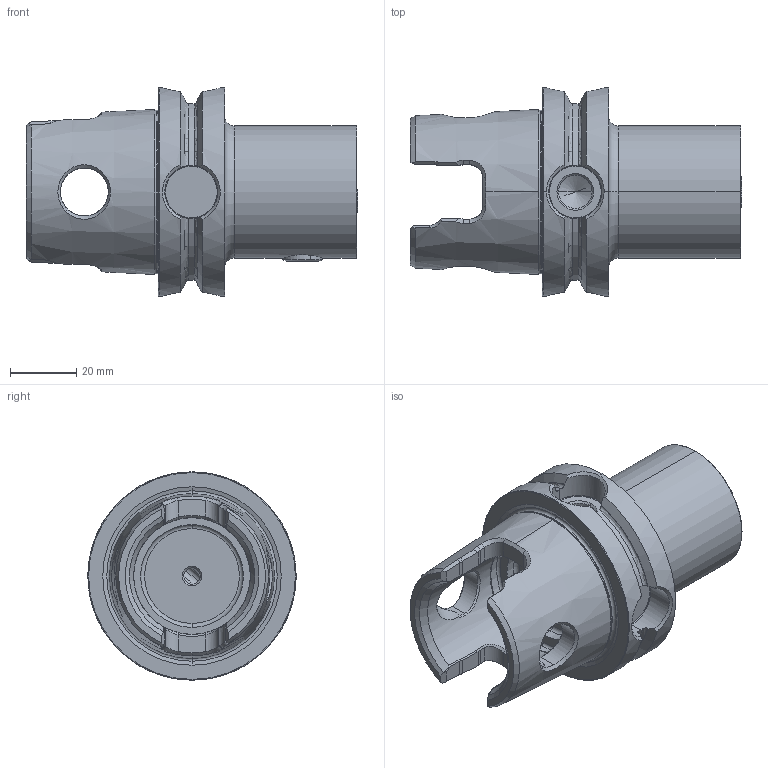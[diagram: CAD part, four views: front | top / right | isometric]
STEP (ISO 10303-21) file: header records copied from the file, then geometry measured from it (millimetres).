
FILE_DESCRIPTION (( 'STEP AP203' ), '1' );
FILE_NAME ('KU6.KM4.K01.060.STEP', '2018-02-12T15:02:27', ( 'SWIAdmin' ), ( 'Hewlett-Packard Company' ), 'SwSTEP 2.0', 'SolidWorks 2017', '' );
FILE_SCHEMA (( 'CONFIG_CONTROL_DESIGN' ));
Length unit declared in the file: millimetre
Products named in the file (15): DIN 3771 - 26x1.2; DIN 3771 - 9.25x1.78; ISO 8745-3x6; ISO 8741-5x10; KM4-ER1.001.032_gespannt; KM4-ER1.006.014_A; KU6.KM4.K01.060; DIN 3771 - 6.07x1.78; KM4-ER1.005.016_A; DIN 7984 - M3 x 5_DIN 7984 - M3 x 5; KU6-KM4.K01.060_A; DIN 5401-09; KM4-ER1.001.032_A; KM4-ER1.002.012_A; KM4-ER1.004.028_A
Assembly tree (19 placements, depth 3):
  KU6.KM4.K01.060
    KU6-KM4.K01.060_A
    KM4-ER1.001.032_gespannt
      KM4-ER1.001.032_A
      KM4-ER1.004.028_A
      DIN 3771 - 9.25x1.78
      ISO 8741-5x10  x4
      KM4-ER1.006.014_A
      DIN 3771 - 6.07x1.78
      KM4-ER1.005.016_A
      DIN 7984 - M3 x 5_DIN 7984 - M3 x 5  x2
      DIN 5401-09  x2
      KM4-ER1.002.012_A
      DIN 3771 - 26x1.2
      ISO 8745-3x6
Bounding box: 100.21 x 62.95 x 62.95 mm (x, y, z)
Volume: 117256.9 mm3; surface area: 41929 mm2
Topology: 18 solids, 18 shells, 764 faces, 1922 edges, 1165 vertices
Faces by surface type: plane 220, cylinder 211, cone 149, torus 96, bspline 64, sphere 24
Entity records: 26522 total; most frequent: CARTESIAN_POINT 9436, ORIENTED_EDGE 3348, DIRECTION 3068, EDGE_CURVE 1674, AXIS2_PLACEMENT_3D 1266, VERTEX_POINT 1031, EDGE_LOOP 719, ADVANCED_FACE 678
